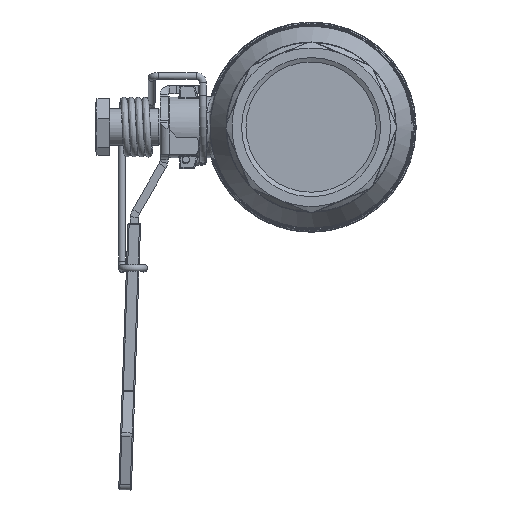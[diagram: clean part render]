
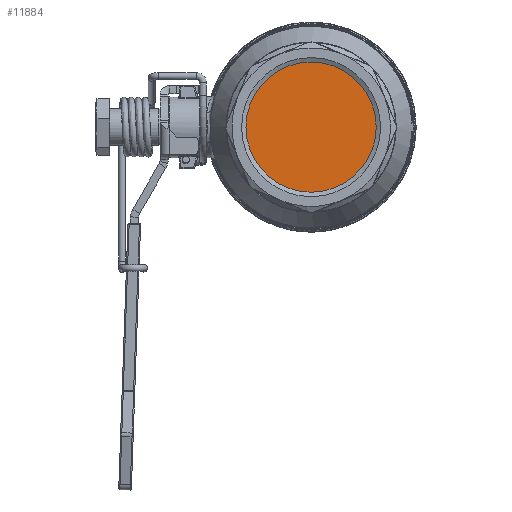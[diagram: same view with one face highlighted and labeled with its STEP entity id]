
A CAD part, left-side view. The second image highlights one B-rep face of the part: STEP entity #11884.
In plain terms, the highlighted planar face has unit normal (-1, 0, 0).
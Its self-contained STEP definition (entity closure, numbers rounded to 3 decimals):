
#3766=FACE_OUTER_BOUND('',#4467,.T.);
#4467=EDGE_LOOP('',(#10997));
#4604=CIRCLE('',#12189,28.33);
#5161=VERTEX_POINT('',#18659);
#6392=EDGE_CURVE('',#5161,#5161,#4604,.T.);
#10997=ORIENTED_EDGE('',*,*,#6392,.F.);
#11233=PLANE('',#12829);
#11884=ADVANCED_FACE('',(#3766),#11233,.T.);
#12189=AXIS2_PLACEMENT_3D('',#18660,#13635,#13636);
#12829=AXIS2_PLACEMENT_3D('',#28161,#15387,#15388);
#13635=DIRECTION('center_axis',(1.,0.,0.));
#13636=DIRECTION('ref_axis',(0.,1.,0.));
#15387=DIRECTION('center_axis',(-1.,0.,0.));
#15388=DIRECTION('ref_axis',(0.,0.,1.));
#18659=CARTESIAN_POINT('',(-72.587,-38.247,0.));
#18660=CARTESIAN_POINT('Origin',(-72.587,-9.917,0.));
#28161=CARTESIAN_POINT('Origin',(-72.587,-9.917,0.));
